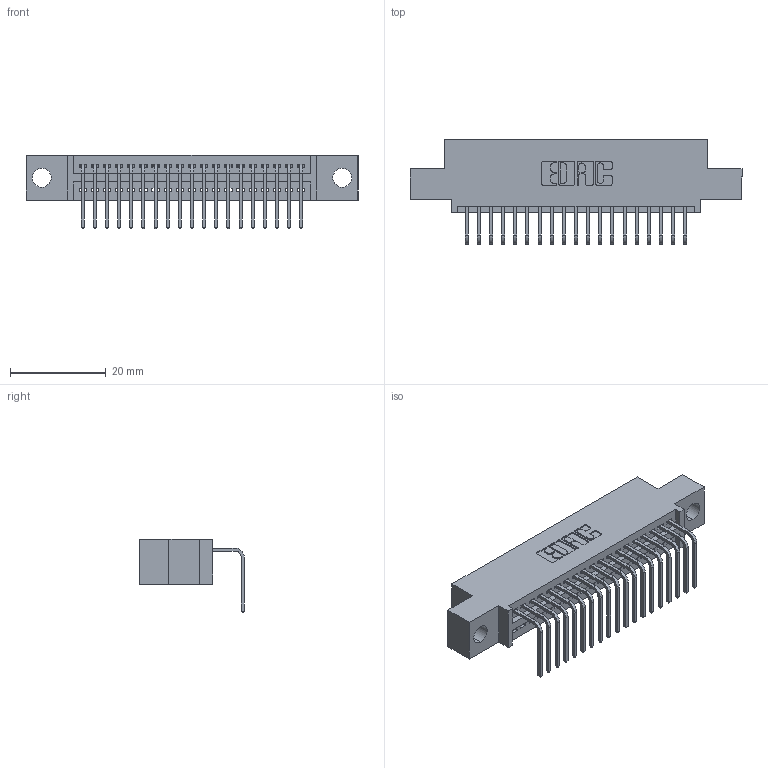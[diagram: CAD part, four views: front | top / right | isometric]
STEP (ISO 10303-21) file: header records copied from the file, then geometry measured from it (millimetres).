
FILE_DESCRIPTION (( 'STEP AP203' ), '1' );
FILE_NAME ('395-019-558-404.STEP', '2021-06-11T14:13:05', ( '' ), ( '' ), 'SwSTEP 2.0', 'SolidWorks 2020', '' );
FILE_SCHEMA (( 'CONFIG_CONTROL_DESIGN' ));
Length unit declared in the file: inch
Products named in the file (3): 345 Part_0.110 Offset - 0.156 Dia-TI; 395-019-558-404; 345-292-001_558 Tail - 2
Assembly tree (20 placements, depth 2):
  395-019-558-404
    345 Part_0.110 Offset - 0.156 Dia-TI
    345-292-001_558 Tail - 2  x19
Bounding box: 69.47 x 21.83 x 15.37 mm (x, y, z)
Volume: 6293.8 mm3; surface area: 8347.7 mm2
Topology: 20 solids, 20 shells, 1284 faces, 3847 edges, 2538 vertices
Faces by surface type: plane 896, cylinder 388
Entity records: 18031 total; most frequent: CARTESIAN_POINT 3135, ORIENTED_EDGE 3086, DIRECTION 2769, EDGE_CURVE 1543, VECTOR 1335, LINE 1335, VERTEX_POINT 1026, AXIS2_PLACEMENT_3D 717
